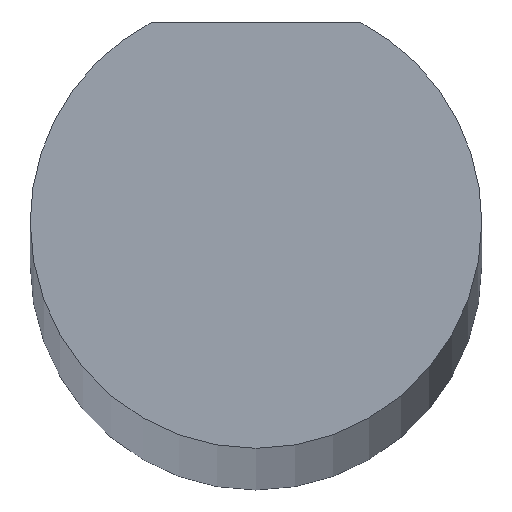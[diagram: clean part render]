
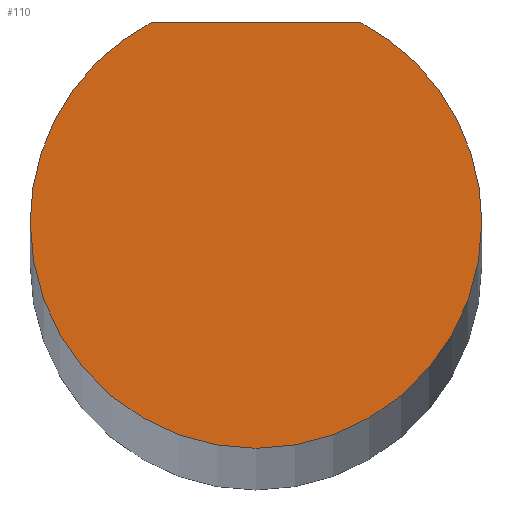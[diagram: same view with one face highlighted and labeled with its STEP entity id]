
A CAD part, top view. The second image highlights one B-rep face of the part: STEP entity #110.
In plain terms, the highlighted planar face has unit normal (0, 0, 1).
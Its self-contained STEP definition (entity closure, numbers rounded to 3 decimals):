
#1 = VERTEX_POINT ( 'NONE', #184 ) ;
#2 = CARTESIAN_POINT ( 'NONE',  ( 1.088, 2.1, 125. ) ) ;
#4 = DIRECTION ( 'NONE',  ( 1., 0., 0. ) ) ;
#36 = EDGE_CURVE ( 'NONE', #161, #1, #78, .T. ) ;
#51 = CARTESIAN_POINT ( 'NONE',  ( 0., 0., 125. ) ) ;
#56 = FACE_OUTER_BOUND ( 'NONE', #199, .T. ) ;
#57 = DIRECTION ( 'NONE',  ( 0., 0., -1. ) ) ;
#61 = ORIENTED_EDGE ( 'NONE', *, *, #113, .F. ) ;
#68 = DIRECTION ( 'NONE',  ( 1., 0., 0. ) ) ;
#69 = ORIENTED_EDGE ( 'NONE', *, *, #206, .F. ) ;
#73 = PLANE ( 'NONE',  #146 ) ;
#77 = DIRECTION ( 'NONE',  ( 0., 0., -1. ) ) ;
#78 = CIRCLE ( 'NONE', #125, 2.365 ) ;
#84 = CARTESIAN_POINT ( 'NONE',  ( -1.088, 2.1, 125. ) ) ;
#103 = CIRCLE ( 'NONE', #120, 2.365 ) ;
#104 = EDGE_CURVE ( 'NONE', #153, #189, #103, .T. ) ;
#110 = ADVANCED_FACE ( 'NONE', ( #56 ), #73, .T. ) ;
#113 = EDGE_CURVE ( 'NONE', #1, #153, #177, .T. ) ;
#118 = CARTESIAN_POINT ( 'NONE',  ( 0., 0., 125. ) ) ;
#120 = AXIS2_PLACEMENT_3D ( 'NONE', #129, #174, #203 ) ;
#125 = AXIS2_PLACEMENT_3D ( 'NONE', #172, #77, #4 ) ;
#128 = ORIENTED_EDGE ( 'NONE', *, *, #104, .F. ) ;
#129 = CARTESIAN_POINT ( 'NONE',  ( 0., 0., 125. ) ) ;
#133 = AXIS2_PLACEMENT_3D ( 'NONE', #118, #57, #167 ) ;
#135 = CARTESIAN_POINT ( 'NONE',  ( 1.088, 2.1, 125. ) ) ;
#146 = AXIS2_PLACEMENT_3D ( 'NONE', #51, #205, #68 ) ;
#152 = CARTESIAN_POINT ( 'NONE',  ( -2.365, 0., 125. ) ) ;
#153 = VERTEX_POINT ( 'NONE', #152 ) ;
#161 = VERTEX_POINT ( 'NONE', #2 ) ;
#167 = DIRECTION ( 'NONE',  ( 1., 0., 0. ) ) ;
#170 = VECTOR ( 'NONE', #179, 1000. ) ;
#172 = CARTESIAN_POINT ( 'NONE',  ( 0., 0., 125. ) ) ;
#174 = DIRECTION ( 'NONE',  ( 0., 0., -1. ) ) ;
#177 = CIRCLE ( 'NONE', #133, 2.365 ) ;
#179 = DIRECTION ( 'NONE',  ( 1., 0., 0. ) ) ;
#184 = CARTESIAN_POINT ( 'NONE',  ( 2.365, 0., 125. ) ) ;
#185 = ORIENTED_EDGE ( 'NONE', *, *, #36, .F. ) ;
#186 = LINE ( 'NONE', #135, #170 ) ;
#189 = VERTEX_POINT ( 'NONE', #84 ) ;
#199 = EDGE_LOOP ( 'NONE', ( #69, #128, #61, #185 ) ) ;
#203 = DIRECTION ( 'NONE',  ( 1., 0., 0. ) ) ;
#205 = DIRECTION ( 'NONE',  ( 0., 0., 1. ) ) ;
#206 = EDGE_CURVE ( 'NONE', #189, #161, #186, .T. ) ;
